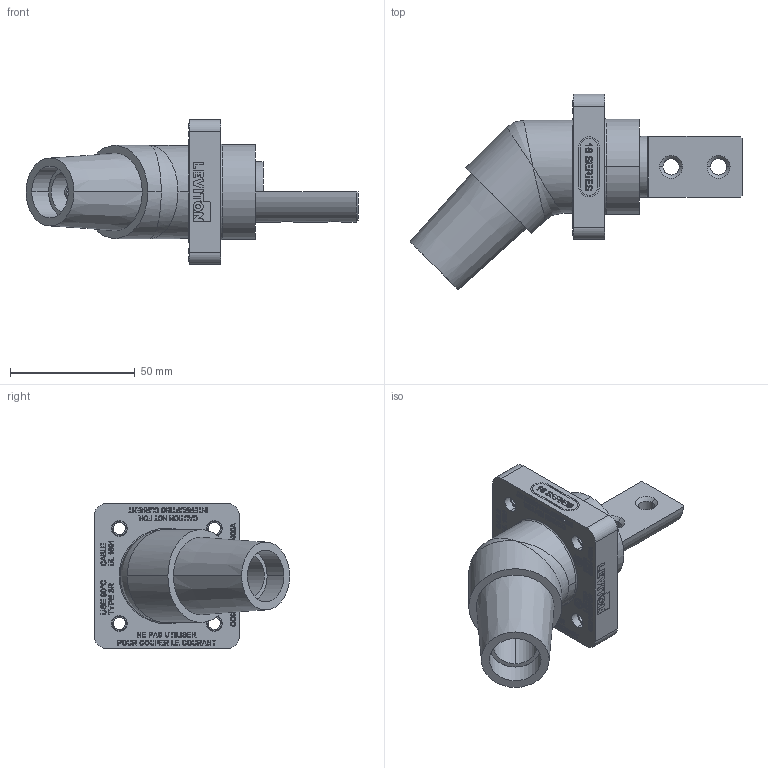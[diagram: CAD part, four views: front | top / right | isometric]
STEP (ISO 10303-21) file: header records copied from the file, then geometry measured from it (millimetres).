
FILE_DESCRIPTION (( 'STEP AP214' ), '1' );
FILE_NAME ('ORC6447-M01.STEP', '2025-06-24T14:54:56', ( '' ), ( '' ), 'SwSTEP 2.0', 'SolidWorks 2024', '' );
FILE_SCHEMA (( 'AUTOMOTIVE_DESIGN' ));
Length unit declared in the file: inch
Products named in the file (1): ORC6447-M01
Bounding box: 133.19 x 78.38 x 58.17 mm (x, y, z)
Volume: 129858.4 mm3; surface area: 52607.2 mm2
Topology: 11 solids, 11 shells, 2754 faces, 7028 edges, 4494 vertices
Faces by surface type: plane 1337, bspline 734, cylinder 440, cone 89, torus 80, sphere 74
Entity records: 128051 total; most frequent: CARTESIAN_POINT 65939, ORIENTED_EDGE 13996, DIRECTION 10556, EDGE_CURVE 6998, VERTEX_POINT 4492, VECTOR 4378, LINE 4378, AXIS2_PLACEMENT_3D 3089
